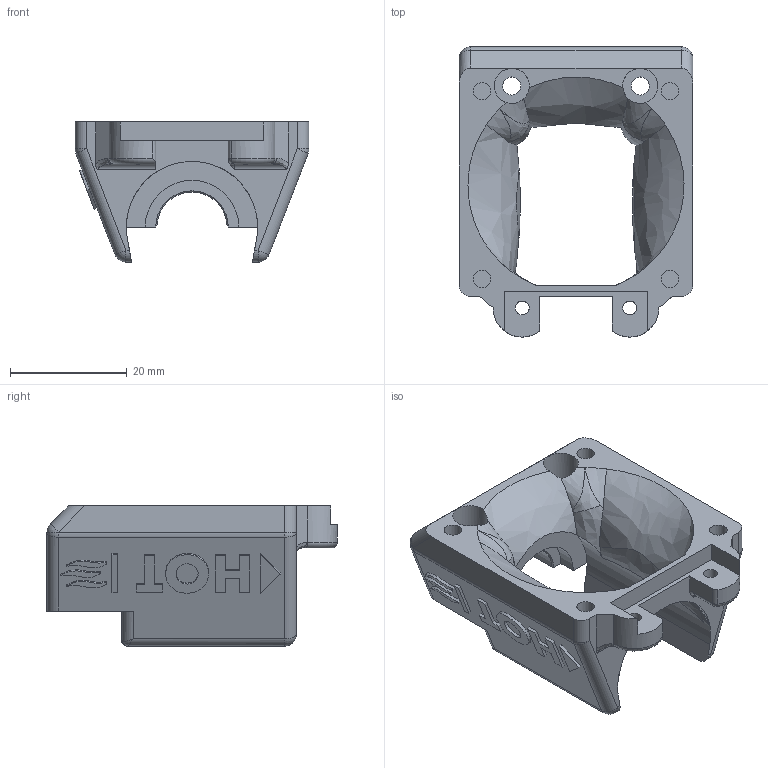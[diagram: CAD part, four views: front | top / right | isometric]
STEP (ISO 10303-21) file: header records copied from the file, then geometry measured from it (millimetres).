
FILE_DESCRIPTION(/* description */ (''),/* implementation_level */ '2;1');
FILE_NAME(/* name */ 'X_carriage_-_V6_locker_IR_mini_REMIX.step',/* time_stamp */ '2020-02-02T11:18:59-05:00',/* author */ (''),/* organization */ (''),/* preprocessor_version */ 'ST-DEVELOPER v18',/* originating_system */ 'Autodesk Translation Framework v8.12.0.6',/* authorisation */ '');
FILE_SCHEMA (('AUTOMOTIVE_DESIGN { 1 0 10303 214 3 1 1 }'));
Length unit declared in the file: millimetre
Products named in the file (1): X_carriage_-_V6_locker_IR_mini
Bounding box: 40.06 x 49.7 x 24 mm (x, y, z)
Volume: 15447.3 mm3; surface area: 7372.7 mm2
Topology: 1 solids, 1 shells, 208 faces, 552 edges, 352 vertices
Faces by surface type: bspline 74, plane 74, cylinder 45, sphere 9, torus 3, cone 3
Full cylindrical faces by diameter (mm): 2.35 x2, 3 x4, 3.1 x2, 6 x2
Entity records: 8309 total; most frequent: CARTESIAN_POINT 3587, ORIENTED_EDGE 1096, DIRECTION 758, EDGE_CURVE 548, VERTEX_POINT 352, LINE 258, VECTOR 258, AXIS2_PLACEMENT_3D 250
